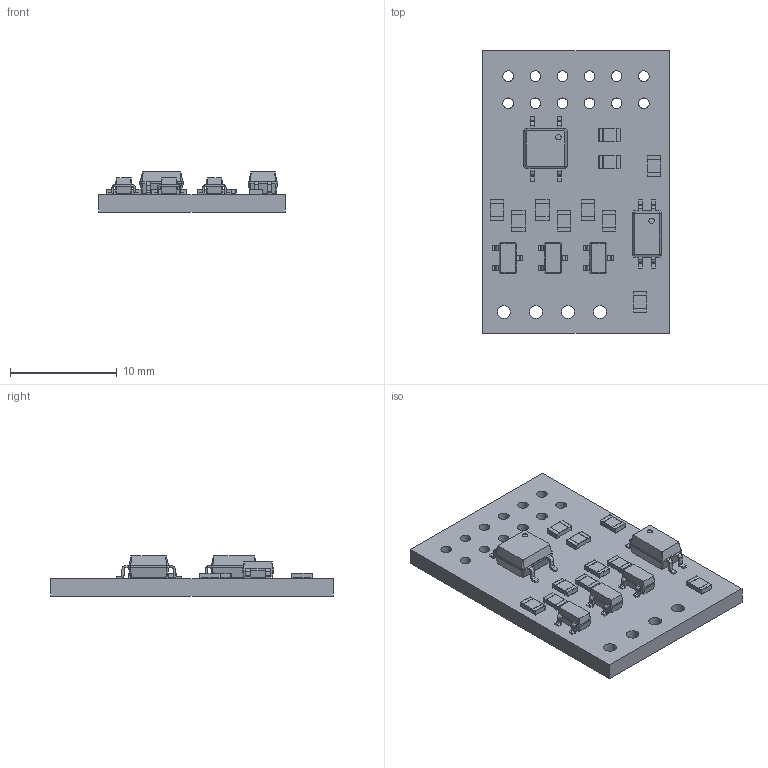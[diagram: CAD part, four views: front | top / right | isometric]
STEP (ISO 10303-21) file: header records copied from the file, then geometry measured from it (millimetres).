
FILE_DESCRIPTION(('KiCad electronic assembly'),'2;1');
FILE_NAME('bluetooth-board.step','2022-03-17T22:59:04',('An Author'),( 'A Company'),'Open CASCADE STEP processor 6.9', 'KiCad to STEP converter','Unknown');
FILE_SCHEMA(('AUTOMOTIVE_DESIGN { 1 0 10303 214 1 1 1 1 }'));
Length unit declared in the file: millimetre
Products named in the file (11): Open CASCADE STEP translator 6.9 1; SOP-4_4.4x2.8mm_Pitch1.27mm; SOLID; SOP-4_3.8x4.1mm_Pitch2.54mm; R_0805; SOT-23; Socket_Strip_Straight_2x06_Pitch2.54mm; COMPOUND
Assembly tree (21 placements, depth 3):
  Open CASCADE STEP translator 6.9 1
    SOP-4_4.4x2.8mm_Pitch1.27mm
      SOLID
    SOP-4_3.8x4.1mm_Pitch2.54mm
      SOLID
    R_0805  x10
      SOLID
    SOT-23  x3
      SOLID
    Socket_Strip_Straight_2x06_Pitch2.54mm
    COMPOUND
Bounding box: 17.5 x 26.5 x 3.75 mm (x, y, z)
Volume: 800.3 mm3; surface area: 1400.5 mm2
Topology: 16 solids, 16 shells, 731 faces, 1903 edges, 1206 vertices
Faces by surface type: plane 428, cylinder 166, bspline 137
Full cylindrical faces by diameter (mm): 0.5 x2, 1 x12, 1.2 x4
Entity records: 22605 total; most frequent: CARTESIAN_POINT 4470, DIRECTION 2759, LINE 1904, VECTOR 1904, ORIENTED_EDGE 1622, PCURVE 1622, DEFINITIONAL_REPRESENTATION 1622, EDGE_CURVE 811
